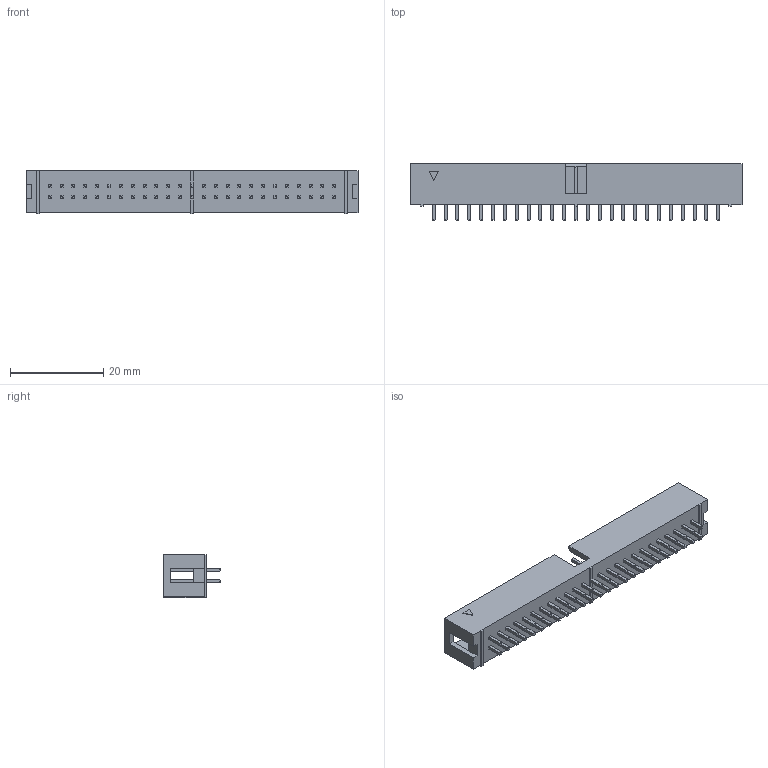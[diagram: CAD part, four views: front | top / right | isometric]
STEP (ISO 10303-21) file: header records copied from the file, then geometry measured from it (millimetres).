
FILE_DESCRIPTION (( 'STEP AP214' ), '1' );
FILE_NAME ('BH-50.step', '2021-01-16T12:43:18', ( '' ), ( '' ), 'SwSTEP 2.0', 'SolidWorks 2020', '' );
FILE_SCHEMA (( 'AUTOMOTIVE_DESIGN' ));
Length unit declared in the file: millimetre
Products named in the file (1): BH-50
Bounding box: 71.1 x 12.1 x 9.4 mm (x, y, z)
Volume: 2858.4 mm3; surface area: 5316.7 mm2
Topology: 51 solids, 51 shells, 955 faces, 2166 edges, 1308 vertices
Faces by surface type: plane 955
Entity records: 34008 total; most frequent: CARTESIAN_POINT 4430, ORIENTED_EDGE 4332, DIRECTION 4078, LINE 2166, EDGE_CURVE 2166, VECTOR 2166, VERTEX_POINT 1308, EDGE_LOOP 1054
